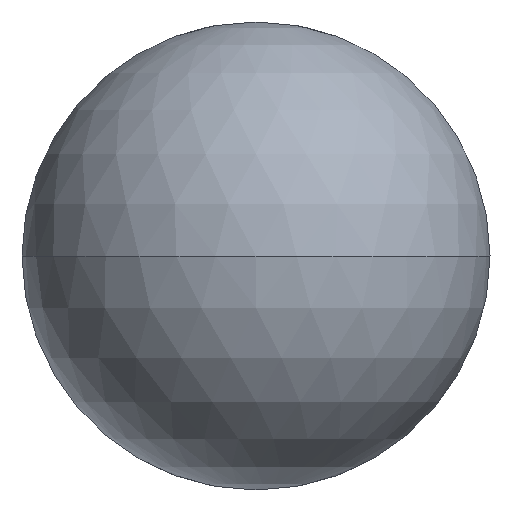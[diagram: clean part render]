
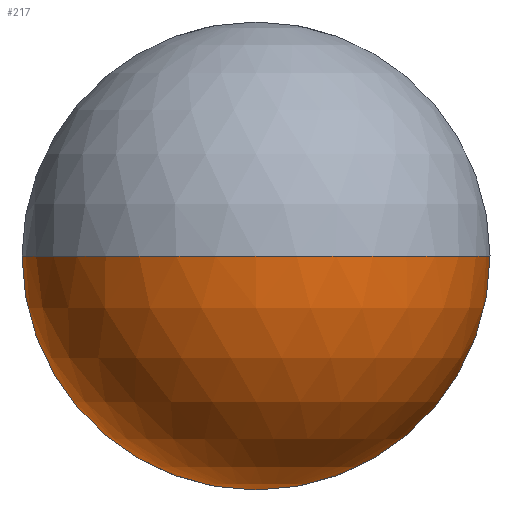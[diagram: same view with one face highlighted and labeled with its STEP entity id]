
A CAD part, front view. The second image highlights one B-rep face of the part: STEP entity #217.
In plain terms, the highlighted spherical face has radius 9.525 mm.
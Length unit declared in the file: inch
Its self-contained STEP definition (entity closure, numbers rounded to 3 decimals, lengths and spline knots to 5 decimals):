
#15 = DIRECTION ( 'NONE',  ( 0., 0., -1. ) ) ;
#17 = VERTEX_POINT ( 'NONE', #85 ) ;
#20 = AXIS2_PLACEMENT_3D ( 'NONE', #127, #248, #15 ) ;
#35 = EDGE_CURVE ( 'NONE', #174, #17, #185, .T. ) ;
#51 = SPHERICAL_SURFACE ( 'NONE', #134, 0.375 ) ;
#69 = FACE_OUTER_BOUND ( 'NONE', #262, .T. ) ;
#77 = ORIENTED_EDGE ( 'NONE', *, *, #420, .T. ) ;
#85 = CARTESIAN_POINT ( 'NONE',  ( 0., 0., 0. ) ) ;
#116 = EDGE_CURVE ( 'NONE', #174, #211, #154, .T. ) ;
#121 = DIRECTION ( 'NONE',  ( 0., 0., -1. ) ) ;
#127 = CARTESIAN_POINT ( 'NONE',  ( 0., 0.375, 0. ) ) ;
#131 = CARTESIAN_POINT ( 'NONE',  ( 0., 0.375, 0. ) ) ;
#134 = AXIS2_PLACEMENT_3D ( 'NONE', #131, #137, #370 ) ;
#137 = DIRECTION ( 'NONE',  ( 0., 0., -1. ) ) ;
#147 = DIRECTION ( 'NONE',  ( 0., 0., -1. ) ) ;
#154 = CIRCLE ( 'NONE', #412, 0.375 ) ;
#174 = VERTEX_POINT ( 'NONE', #473 ) ;
#185 = CIRCLE ( 'NONE', #268, 0.375 ) ;
#197 = DIRECTION ( 'NONE',  ( 1., 0., 0. ) ) ;
#211 = VERTEX_POINT ( 'NONE', #390 ) ;
#215 = CARTESIAN_POINT ( 'NONE',  ( 0.375, 0.375, 0. ) ) ;
#217 = ADVANCED_FACE ( 'NONE', ( #69 ), #51, .T. ) ;
#229 = VERTEX_POINT ( 'NONE', #215 ) ;
#239 = DIRECTION ( 'NONE',  ( 0., -1., 0. ) ) ;
#248 = DIRECTION ( 'NONE',  ( 0., -1., 0. ) ) ;
#262 = EDGE_LOOP ( 'NONE', ( #518, #77, #472, #313 ) ) ;
#268 = AXIS2_PLACEMENT_3D ( 'NONE', #364, #281, #197 ) ;
#281 = DIRECTION ( 'NONE',  ( 0., 0., 1. ) ) ;
#313 = ORIENTED_EDGE ( 'NONE', *, *, #35, .F. ) ;
#328 = AXIS2_PLACEMENT_3D ( 'NONE', #387, #147, #434 ) ;
#352 = CIRCLE ( 'NONE', #20, 0.375 ) ;
#363 = CARTESIAN_POINT ( 'NONE',  ( 0., 0.375, 0. ) ) ;
#364 = CARTESIAN_POINT ( 'NONE',  ( 0., 0.375, 0. ) ) ;
#368 = EDGE_CURVE ( 'NONE', #229, #17, #515, .T. ) ;
#370 = DIRECTION ( 'NONE',  ( -1., 0., 0. ) ) ;
#387 = CARTESIAN_POINT ( 'NONE',  ( 0., 0.375, 0. ) ) ;
#390 = CARTESIAN_POINT ( 'NONE',  ( 0., 0.375, -0.375 ) ) ;
#412 = AXIS2_PLACEMENT_3D ( 'NONE', #363, #239, #121 ) ;
#420 = EDGE_CURVE ( 'NONE', #211, #229, #352, .T. ) ;
#434 = DIRECTION ( 'NONE',  ( -1., 0., 0. ) ) ;
#472 = ORIENTED_EDGE ( 'NONE', *, *, #368, .T. ) ;
#473 = CARTESIAN_POINT ( 'NONE',  ( -0.375, 0.375, 0. ) ) ;
#515 = CIRCLE ( 'NONE', #328, 0.375 ) ;
#518 = ORIENTED_EDGE ( 'NONE', *, *, #116, .T. ) ;
